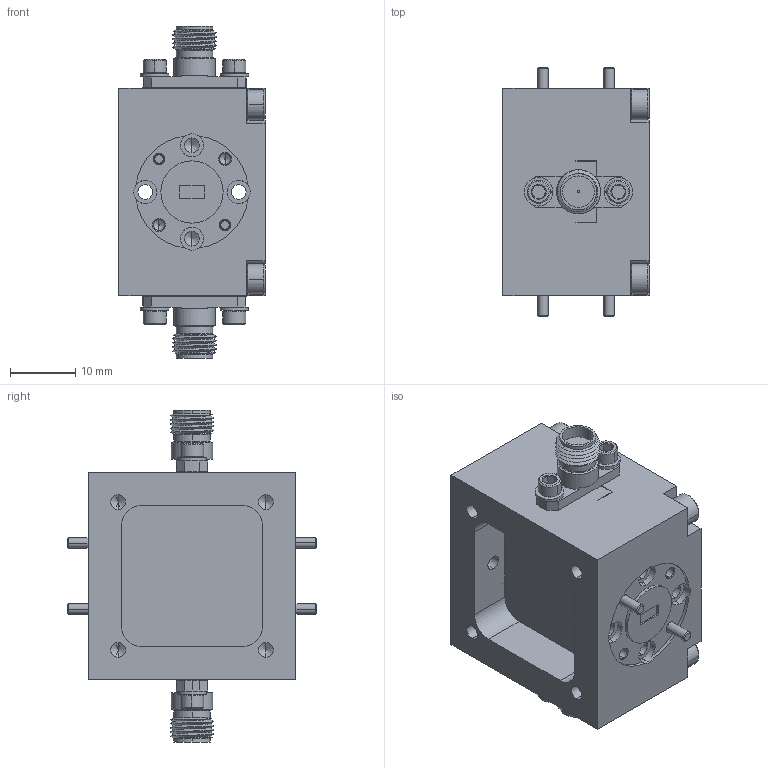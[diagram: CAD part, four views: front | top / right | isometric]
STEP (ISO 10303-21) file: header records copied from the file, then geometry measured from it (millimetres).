
FILE_DESCRIPTION (( 'STEP AP214' ), '1' );
FILE_NAME ('FQ-V1M-A Rev 1.0, Defeatured.STEP', '2022-08-12T19:20:58', ( '' ), ( '' ), 'SwSTEP 2.0', 'SolidWorks 2021', '' );
FILE_SCHEMA (( 'AUTOMOTIVE_DESIGN' ));
Length unit declared in the file: inch
Products named in the file (1): FQ-V1M-A Rev 1.0, Defeatured
Bounding box: 22.35 x 38.19 x 50.8 mm (x, y, z)
Volume: 16514.4 mm3; surface area: 8515.8 mm2
Topology: 11 solids, 15 shells, 566 faces, 1302 edges, 792 vertices
Faces by surface type: plane 224, cylinder 170, cone 160, bspline 8, torus 4
Entity records: 24650 total; most frequent: CARTESIAN_POINT 4571, DIRECTION 2812, ORIENTED_EDGE 2564, EDGE_CURVE 1282, AXIS2_PLACEMENT_3D 1063, VERTEX_POINT 792, VECTOR 686, LINE 686
